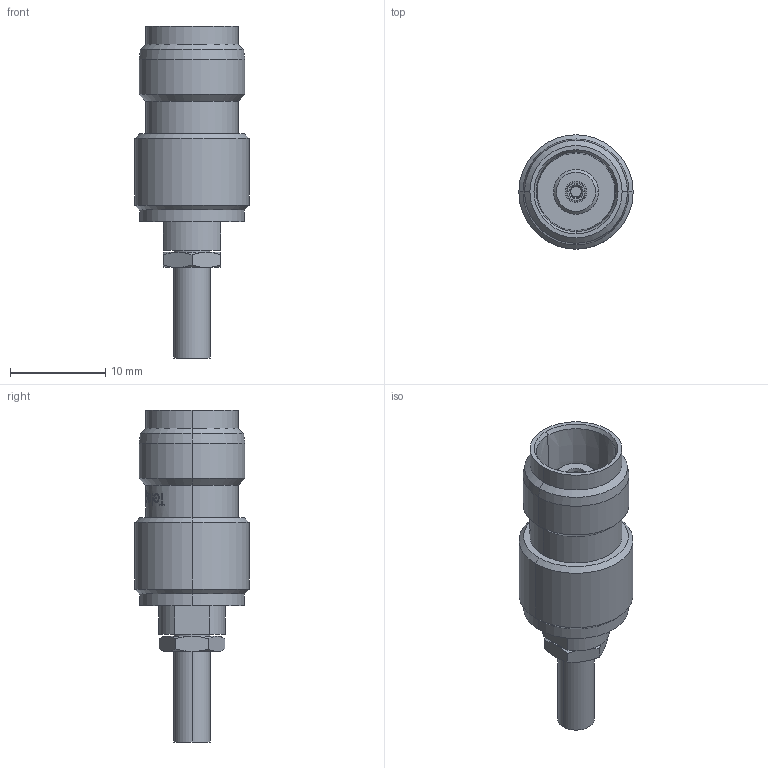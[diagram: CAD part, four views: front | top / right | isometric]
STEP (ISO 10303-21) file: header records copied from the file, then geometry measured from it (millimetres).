
FILE_DESCRIPTION (( 'STEP AP214' ), '1' );
FILE_NAME ('J01011A0050.STEP', '2013-04-22T10:11:22', ( 'Wartung1' ), ( '' ), 'SwSTEP 2.0', 'SolidWorks 2012', '' );
FILE_SCHEMA (( 'AUTOMOTIVE_DESIGN' ));
Length unit declared in the file: millimetre
Products named in the file (1): J01011A0050
Bounding box: 12 x 12 x 34.85 mm (x, y, z)
Volume: 1889.5 mm3; surface area: 1540.7 mm2
Topology: 1 solids, 1 shells, 274 faces, 689 edges, 450 vertices
Faces by surface type: plane 91, bspline 83, cylinder 56, cone 38, torus 6
Entity records: 16709 total; most frequent: CARTESIAN_POINT 7853, ORIENTED_EDGE 1378, DIRECTION 926, EDGE_CURVE 689, VERTEX_POINT 450, AXIS2_PLACEMENT_3D 360, EDGE_LOOP 307, B_SPLINE_CURVE_WITH_KNOTS 303
